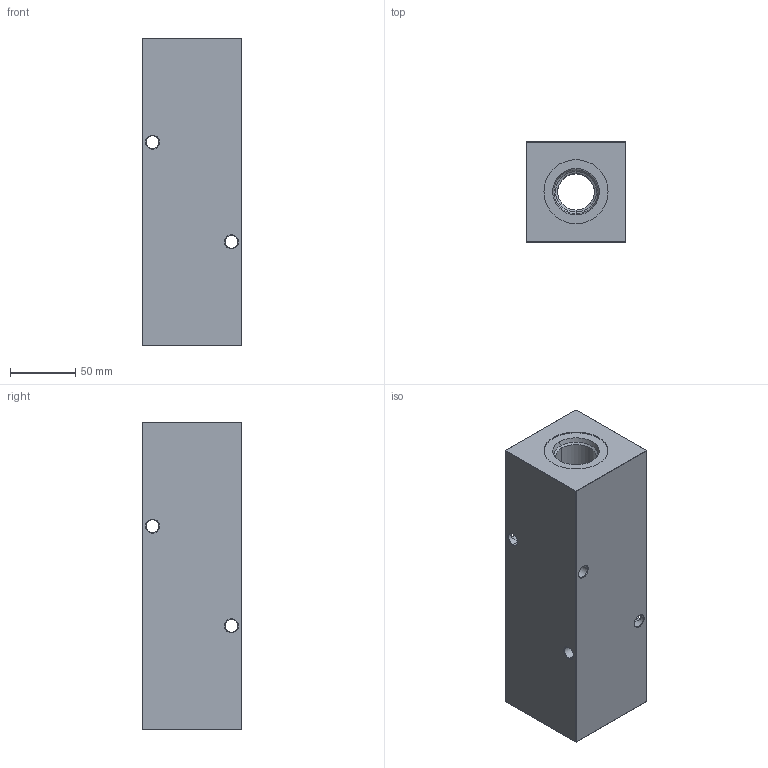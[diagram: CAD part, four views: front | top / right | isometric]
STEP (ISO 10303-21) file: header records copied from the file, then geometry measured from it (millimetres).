
FILE_DESCRIPTION (( 'STEP AP203' ), '1' );
FILE_NAME ('HM-3-90-S-16-10.STEP', '2020-11-09T23:21:09', ( '' ), ( '' ), 'SwSTEP 2.0', 'SolidWorks 2019', '' );
FILE_SCHEMA (( 'CONFIG_CONTROL_DESIGN' ));
Length unit declared in the file: inch
Products named in the file (1): HM-3-90-S-16-10
Bounding box: 76.2 x 76.2 x 234.95 mm (x, y, z)
Volume: 1134373.7 mm3; surface area: 116866 mm2
Topology: 1 solids, 1 shells, 578 faces, 1474 edges, 946 vertices
Faces by surface type: plane 243, bspline 209, cone 64, cylinder 62
Entity records: 28097 total; most frequent: CARTESIAN_POINT 15424, ORIENTED_EDGE 2948, DIRECTION 1912, EDGE_CURVE 1474, VERTEX_POINT 946, VECTOR 872, LINE 872, EDGE_LOOP 652
